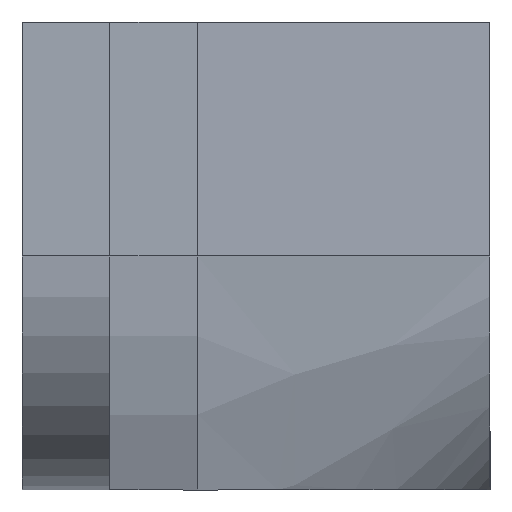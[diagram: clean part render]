
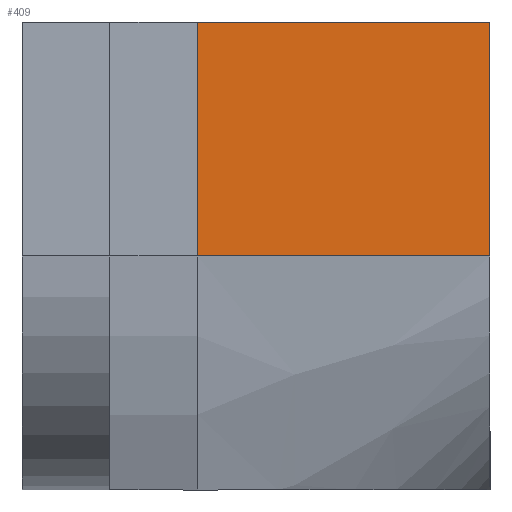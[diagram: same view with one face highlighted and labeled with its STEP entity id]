
A CAD part, left-side view. The second image highlights one B-rep face of the part: STEP entity #409.
In plain terms, the highlighted planar face has unit normal (-0.656, -0.755, 0).
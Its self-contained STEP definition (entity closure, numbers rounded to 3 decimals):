
#42 = CARTESIAN_POINT ( 'NONE',  ( -4., -8., 4. ) ) ;
#88 = VERTEX_POINT ( 'NONE', #675 ) ;
#93 = CARTESIAN_POINT ( 'NONE',  ( -4., -8., 0. ) ) ;
#101 = EDGE_LOOP ( 'NONE', ( #586, #521, #124, #171 ) ) ;
#110 = CARTESIAN_POINT ( 'NONE',  ( -9.75, -3., 0. ) ) ;
#124 = ORIENTED_EDGE ( 'NONE', *, *, #266, .F. ) ;
#141 = DIRECTION ( 'NONE',  ( 0.755, -0.656, 0. ) ) ;
#171 = ORIENTED_EDGE ( 'NONE', *, *, #748, .T. ) ;
#172 = EDGE_CURVE ( 'NONE', #776, #768, #221, .T. ) ;
#221 = LINE ( 'NONE', #93, #295 ) ;
#266 = EDGE_CURVE ( 'NONE', #555, #776, #560, .T. ) ;
#274 = EDGE_CURVE ( 'NONE', #88, #768, #685, .T. ) ;
#295 = VECTOR ( 'NONE', #597, 1000. ) ;
#302 = CARTESIAN_POINT ( 'NONE',  ( -4., -8., 4. ) ) ;
#305 = FACE_OUTER_BOUND ( 'NONE', #101, .T. ) ;
#309 = CARTESIAN_POINT ( 'NONE',  ( -4., -8., 4. ) ) ;
#317 = VECTOR ( 'NONE', #766, 1000. ) ;
#344 = VECTOR ( 'NONE', #759, 1000. ) ;
#409 = ADVANCED_FACE ( 'NONE', ( #305 ), #632, .T. ) ;
#411 = VECTOR ( 'NONE', #690, 1000. ) ;
#496 = CARTESIAN_POINT ( 'NONE',  ( -9.75, -3., 4. ) ) ;
#521 = ORIENTED_EDGE ( 'NONE', *, *, #172, .F. ) ;
#555 = VERTEX_POINT ( 'NONE', #42 ) ;
#558 = CARTESIAN_POINT ( 'NONE',  ( -4., -8., 4. ) ) ;
#560 = LINE ( 'NONE', #302, #411 ) ;
#562 = CARTESIAN_POINT ( 'NONE',  ( -4., -8., 0. ) ) ;
#571 = DIRECTION ( 'NONE',  ( -0.656, -0.755, 0. ) ) ;
#586 = ORIENTED_EDGE ( 'NONE', *, *, #274, .T. ) ;
#597 = DIRECTION ( 'NONE',  ( -0.755, 0.656, 0. ) ) ;
#632 = PLANE ( 'NONE',  #642 ) ;
#642 = AXIS2_PLACEMENT_3D ( 'NONE', #309, #571, #141 ) ;
#675 = CARTESIAN_POINT ( 'NONE',  ( -9.75, -3., 4. ) ) ;
#685 = LINE ( 'NONE', #496, #344 ) ;
#690 = DIRECTION ( 'NONE',  ( 0., 0., -1. ) ) ;
#748 = EDGE_CURVE ( 'NONE', #555, #88, #756, .T. ) ;
#756 = LINE ( 'NONE', #558, #317 ) ;
#759 = DIRECTION ( 'NONE',  ( 0., 0., -1. ) ) ;
#766 = DIRECTION ( 'NONE',  ( -0.755, 0.656, 0. ) ) ;
#768 = VERTEX_POINT ( 'NONE', #110 ) ;
#776 = VERTEX_POINT ( 'NONE', #562 ) ;
